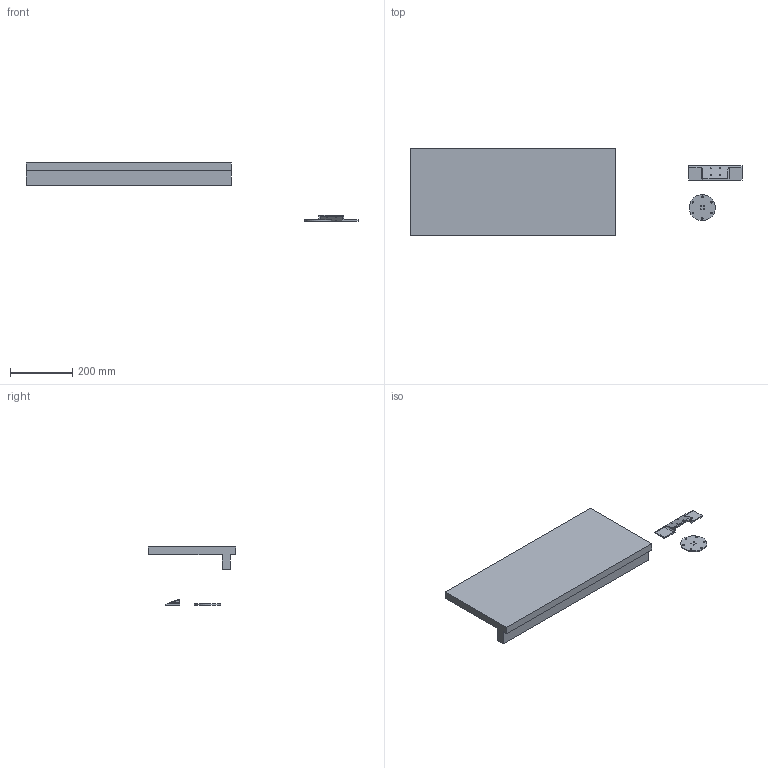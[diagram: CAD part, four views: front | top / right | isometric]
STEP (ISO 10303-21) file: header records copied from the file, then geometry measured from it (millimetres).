
FILE_DESCRIPTION(('HOOPS Exchange Step'),'2;1');
FILE_NAME('temp_export','2024-04-22T19:11:56+08:00',('fly'),('Shapr3D Limited'),'HOOPS Exchange 2023.2','Shapr3D','Authorized');
FILE_SCHEMA( ('AUTOMOTIVE_DESIGN { 1 0 10303 214 1 1 1 1 }') );
Length unit declared in the file: millimetre
Products named in the file (1): root
Bounding box: 1067.58 x 280 x 187.1 mm (x, y, z)
Volume: 5509931.8 mm3; surface area: 513509.8 mm2
Topology: 3 solids, 3 shells, 44 faces, 136 edges, 98 vertices
Faces by surface type: plane 27, cylinder 17
Full cylindrical faces by diameter (mm): 3.2 x4, 3.4 x4, 5.2 x6, 84.309 x1
Entity records: 1650 total; most frequent: DIRECTION 282, CARTESIAN_POINT 279, ORIENTED_EDGE 272, EDGE_CURVE 136, AXIS2_PLACEMENT_3D 101, VERTEX_POINT 98, VECTOR 80, LINE 80
